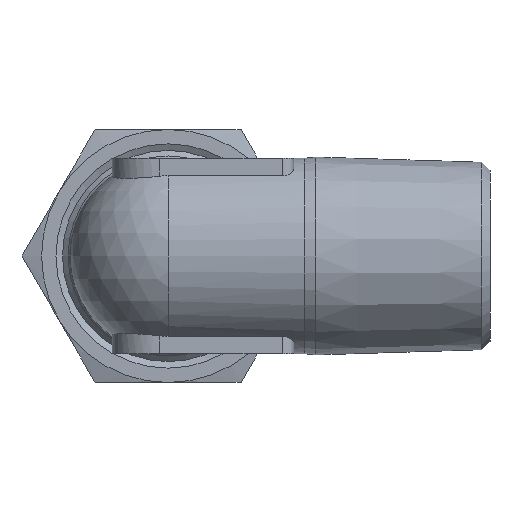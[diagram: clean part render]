
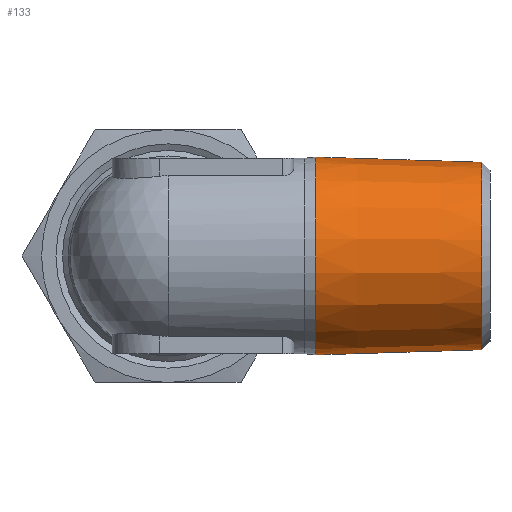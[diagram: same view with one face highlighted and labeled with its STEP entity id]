
A CAD part, left-side view. The second image highlights one B-rep face of the part: STEP entity #133.
In plain terms, the highlighted conical face has half-angle 1.788 degrees and reference radius 8.604 mm.
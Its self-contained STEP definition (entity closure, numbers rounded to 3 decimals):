
#133 = ADVANCED_FACE( '', ( #272, #273 ), #274, .T. );
#272 = FACE_BOUND( '', #423, .T. );
#273 = FACE_OUTER_BOUND( '', #424, .T. );
#274 = CONICAL_SURFACE( '', #425, 8.604, 0.031 );
#423 = EDGE_LOOP( '', ( #877 ) );
#424 = EDGE_LOOP( '', ( #878 ) );
#425 = AXIS2_PLACEMENT_3D( '', #879, #880, #881 );
#877 = ORIENTED_EDGE( '', *, *, #1087, .F. );
#878 = ORIENTED_EDGE( '', *, *, #1088, .T. );
#879 = CARTESIAN_POINT( '', ( 0., -12.849, 0. ) );
#880 = DIRECTION( '', ( 0., 1., 0. ) );
#881 = DIRECTION( '', ( 0., 0., 1. ) );
#1087 = EDGE_CURVE( '', #1330, #1330, #1331, .T. );
#1088 = EDGE_CURVE( '', #1332, #1332, #1333, .T. );
#1330 = VERTEX_POINT( '', #1927 );
#1331 = CIRCLE( '', #1928, 8.153 );
#1332 = VERTEX_POINT( '', #1929 );
#1333 = CIRCLE( '', #1930, 8.604 );
#1927 = CARTESIAN_POINT( '', ( 0., -27.302, -8.153 ) );
#1928 = AXIS2_PLACEMENT_3D( '', #2143, #2144, #2145 );
#1929 = CARTESIAN_POINT( '', ( 0., -12.849, -8.604 ) );
#1930 = AXIS2_PLACEMENT_3D( '', #2146, #2147, #2148 );
#2143 = CARTESIAN_POINT( '', ( 0., -27.302, 0. ) );
#2144 = DIRECTION( '', ( 0., -1., 0. ) );
#2145 = DIRECTION( '', ( 0., 0., -1. ) );
#2146 = CARTESIAN_POINT( '', ( 0., -12.849, 0. ) );
#2147 = DIRECTION( '', ( 0., -1., 0. ) );
#2148 = DIRECTION( '', ( 0., 0., -1. ) );
